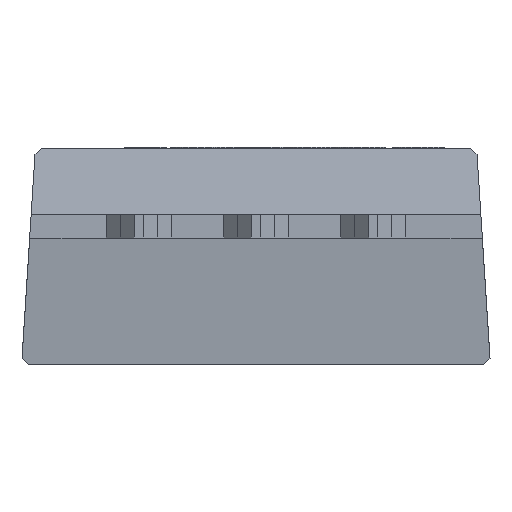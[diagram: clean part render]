
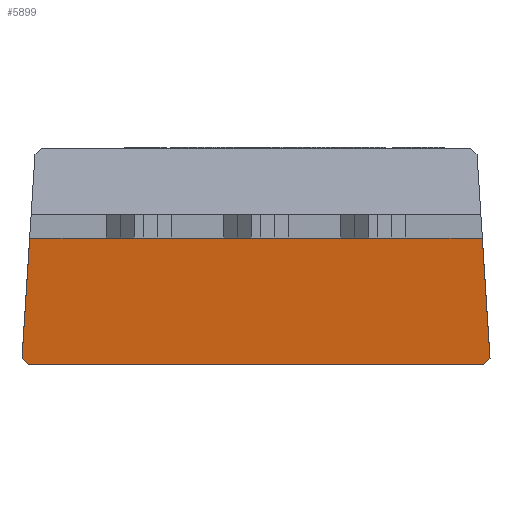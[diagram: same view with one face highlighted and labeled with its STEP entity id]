
A CAD part, front view. The second image highlights one B-rep face of the part: STEP entity #5899.
In plain terms, the highlighted planar face has unit normal (0, -0.994, -0.108).
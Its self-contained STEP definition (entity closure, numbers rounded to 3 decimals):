
#519=LINE('',#10144,#1131);
#529=LINE('',#10165,#1141);
#539=LINE('',#10186,#1151);
#628=LINE('',#10446,#1240);
#630=LINE('',#10449,#1242);
#631=LINE('',#10451,#1243);
#632=LINE('',#10453,#1244);
#633=LINE('',#10456,#1245);
#638=LINE('',#10465,#1250);
#640=LINE('',#10472,#1252);
#645=LINE('',#10482,#1257);
#647=LINE('',#10485,#1259);
#1131=VECTOR('',#6916,1.4);
#1141=VECTOR('',#6928,1.4);
#1151=VECTOR('',#6940,1.4);
#1240=VECTOR('',#7147,2.621);
#1242=VECTOR('',#7151,1.664);
#1243=VECTOR('',#7154,1.14);
#1244=VECTOR('',#7157,1.14);
#1245=VECTOR('',#7160,1.664);
#1250=VECTOR('',#7167,2.621);
#1252=VECTOR('',#7175,0.206);
#1257=VECTOR('',#7184,0.206);
#1259=VECTOR('',#7188,9.86);
#1701=FACE_OUTER_BOUND('',#2040,.T.);
#2040=EDGE_LOOP('',(#5283,#5284,#5285,#5286,#5287,#5288,#5289,#5290,#5291,
#5292,#5293,#5294));
#2712=VERTEX_POINT('',#10141);
#2713=VERTEX_POINT('',#10143);
#2722=VERTEX_POINT('',#10162);
#2723=VERTEX_POINT('',#10164);
#2732=VERTEX_POINT('',#10183);
#2733=VERTEX_POINT('',#10185);
#2790=VERTEX_POINT('',#10443);
#2791=VERTEX_POINT('',#10445);
#2792=VERTEX_POINT('',#10455);
#2795=VERTEX_POINT('',#10463);
#2797=VERTEX_POINT('',#10471);
#2800=VERTEX_POINT('',#10481);
#3490=EDGE_CURVE('',#2712,#2713,#519,.F.);
#3500=EDGE_CURVE('',#2722,#2723,#529,.F.);
#3510=EDGE_CURVE('',#2732,#2733,#539,.F.);
#3613=EDGE_CURVE('',#2791,#2790,#628,.T.);
#3615=EDGE_CURVE('',#2790,#2733,#630,.F.);
#3616=EDGE_CURVE('',#2732,#2723,#631,.F.);
#3617=EDGE_CURVE('',#2722,#2713,#632,.F.);
#3618=EDGE_CURVE('',#2712,#2792,#633,.F.);
#3623=EDGE_CURVE('',#2792,#2795,#638,.T.);
#3626=EDGE_CURVE('',#2795,#2797,#640,.T.);
#3631=EDGE_CURVE('',#2800,#2791,#645,.T.);
#3633=EDGE_CURVE('',#2800,#2797,#647,.T.);
#5283=ORIENTED_EDGE('',*,*,#3618,.T.);
#5284=ORIENTED_EDGE('',*,*,#3623,.T.);
#5285=ORIENTED_EDGE('',*,*,#3626,.T.);
#5286=ORIENTED_EDGE('',*,*,#3633,.F.);
#5287=ORIENTED_EDGE('',*,*,#3631,.T.);
#5288=ORIENTED_EDGE('',*,*,#3613,.T.);
#5289=ORIENTED_EDGE('',*,*,#3615,.T.);
#5290=ORIENTED_EDGE('',*,*,#3510,.F.);
#5291=ORIENTED_EDGE('',*,*,#3616,.T.);
#5292=ORIENTED_EDGE('',*,*,#3500,.F.);
#5293=ORIENTED_EDGE('',*,*,#3617,.T.);
#5294=ORIENTED_EDGE('',*,*,#3490,.F.);
#5503=PLANE('',#6134);
#5899=ADVANCED_FACE('',(#1701),#5503,.T.);
#6134=AXIS2_PLACEMENT_3D('',#10484,#7186,#7187);
#6916=DIRECTION('',(-1.,0.,0.));
#6928=DIRECTION('',(-1.,0.,0.));
#6940=DIRECTION('',(-1.,0.,0.));
#7147=DIRECTION('',(-0.063,-0.108,0.992));
#7151=DIRECTION('',(1.,0.,0.));
#7154=DIRECTION('',(1.,0.,0.));
#7157=DIRECTION('',(1.,0.,0.));
#7160=DIRECTION('',(1.,0.,0.));
#7167=DIRECTION('',(-0.063,0.108,-0.992));
#7175=DIRECTION('',(0.682,0.079,-0.727));
#7184=DIRECTION('',(0.682,-0.079,0.727));
#7186=DIRECTION('center_axis',(0.,-0.994,-0.108));
#7187=DIRECTION('ref_axis',(0.,0.108,-0.994));
#7188=DIRECTION('',(-1.,0.,0.));
#10141=CARTESIAN_POINT('',(-3.24,0.,2.333));
#10143=CARTESIAN_POINT('',(-1.84,0.,2.333));
#10144=CARTESIAN_POINT('',(-1.84,0.,2.333));
#10162=CARTESIAN_POINT('',(-0.7,0.,2.333));
#10164=CARTESIAN_POINT('',(0.7,0.,2.333));
#10165=CARTESIAN_POINT('',(0.7,0.,2.333));
#10183=CARTESIAN_POINT('',(1.84,0.,2.333));
#10185=CARTESIAN_POINT('',(3.24,0.,2.333));
#10186=CARTESIAN_POINT('',(3.24,0.,2.333));
#10443=CARTESIAN_POINT('',(4.904,0.,2.333));
#10445=CARTESIAN_POINT('',(5.07,0.284,-0.267));
#10446=CARTESIAN_POINT('',(5.07,0.284,-0.267));
#10449=CARTESIAN_POINT('',(3.24,0.,2.333));
#10451=CARTESIAN_POINT('',(0.7,0.,2.333));
#10453=CARTESIAN_POINT('',(-1.84,0.,2.333));
#10455=CARTESIAN_POINT('',(-4.904,0.,2.333));
#10456=CARTESIAN_POINT('',(-4.904,0.,2.333));
#10463=CARTESIAN_POINT('',(-5.07,0.284,-0.267));
#10465=CARTESIAN_POINT('',(-4.904,0.,2.333));
#10471=CARTESIAN_POINT('',(-4.93,0.3,-0.417));
#10472=CARTESIAN_POINT('',(-5.07,0.284,-0.267));
#10481=CARTESIAN_POINT('',(4.93,0.3,-0.417));
#10482=CARTESIAN_POINT('',(4.93,0.3,-0.417));
#10484=CARTESIAN_POINT('Origin',(5.08,0.,2.333));
#10485=CARTESIAN_POINT('',(4.93,0.3,-0.417));
